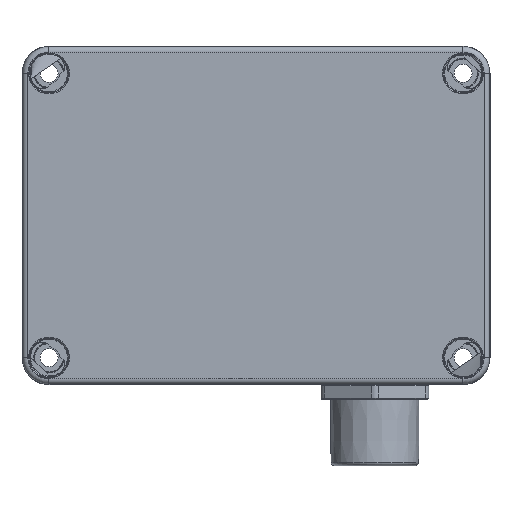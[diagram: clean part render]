
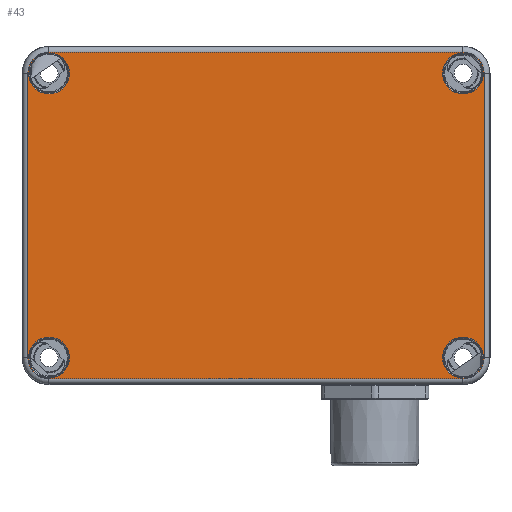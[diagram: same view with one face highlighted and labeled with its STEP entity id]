
A CAD part, front view. The second image highlights one B-rep face of the part: STEP entity #43.
In plain terms, the highlighted face is planar.
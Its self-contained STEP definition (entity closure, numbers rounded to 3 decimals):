
#43 = ADVANCED_FACE('',(#44,#114,#125,#136,#147),#158,.F.);
#44 = FACE_BOUND('',#45,.T.);
#45 = EDGE_LOOP('',(#46,#56,#65,#73,#82,#90,#99,#107));
#46 = ORIENTED_EDGE('',*,*,#47,.T.);
#47 = EDGE_CURVE('',#48,#50,#52,.T.);
#48 = VERTEX_POINT('',#49);
#49 = CARTESIAN_POINT('',(-63.382,18.,-39.5));
#50 = VERTEX_POINT('',#51);
#51 = CARTESIAN_POINT('',(-63.382,18.,39.5));
#52 = LINE('',#53,#54);
#53 = CARTESIAN_POINT('',(-63.382,18.,-39.5));
#54 = VECTOR('',#55,1.);
#55 = DIRECTION('',(0.,0.,1.));
#56 = ORIENTED_EDGE('',*,*,#57,.T.);
#57 = EDGE_CURVE('',#50,#58,#60,.T.);
#58 = VERTEX_POINT('',#59);
#59 = CARTESIAN_POINT('',(-57.5,18.,45.382));
#60 = CIRCLE('',#61,5.882);
#61 = AXIS2_PLACEMENT_3D('',#62,#63,#64);
#62 = CARTESIAN_POINT('',(-57.5,18.,39.5));
#63 = DIRECTION('',(0.,1.,0.));
#64 = DIRECTION('',(-1.,0.,0.));
#65 = ORIENTED_EDGE('',*,*,#66,.T.);
#66 = EDGE_CURVE('',#58,#67,#69,.T.);
#67 = VERTEX_POINT('',#68);
#68 = CARTESIAN_POINT('',(57.5,18.,45.382));
#69 = LINE('',#70,#71);
#70 = CARTESIAN_POINT('',(-57.5,18.,45.382));
#71 = VECTOR('',#72,1.);
#72 = DIRECTION('',(1.,0.,0.));
#73 = ORIENTED_EDGE('',*,*,#74,.T.);
#74 = EDGE_CURVE('',#67,#75,#77,.T.);
#75 = VERTEX_POINT('',#76);
#76 = CARTESIAN_POINT('',(63.382,18.,39.5));
#77 = CIRCLE('',#78,5.882);
#78 = AXIS2_PLACEMENT_3D('',#79,#80,#81);
#79 = CARTESIAN_POINT('',(57.5,18.,39.5));
#80 = DIRECTION('',(0.,1.,0.));
#81 = DIRECTION('',(0.,0.,1.));
#82 = ORIENTED_EDGE('',*,*,#83,.T.);
#83 = EDGE_CURVE('',#75,#84,#86,.T.);
#84 = VERTEX_POINT('',#85);
#85 = CARTESIAN_POINT('',(63.382,18.,-39.5));
#86 = LINE('',#87,#88);
#87 = CARTESIAN_POINT('',(63.382,18.,39.5));
#88 = VECTOR('',#89,1.);
#89 = DIRECTION('',(0.,0.,-1.));
#90 = ORIENTED_EDGE('',*,*,#91,.T.);
#91 = EDGE_CURVE('',#84,#92,#94,.T.);
#92 = VERTEX_POINT('',#93);
#93 = CARTESIAN_POINT('',(57.5,18.,-45.382));
#94 = CIRCLE('',#95,5.882);
#95 = AXIS2_PLACEMENT_3D('',#96,#97,#98);
#96 = CARTESIAN_POINT('',(57.5,18.,-39.5));
#97 = DIRECTION('',(0.,1.,0.));
#98 = DIRECTION('',(1.,-0.,0.));
#99 = ORIENTED_EDGE('',*,*,#100,.T.);
#100 = EDGE_CURVE('',#92,#101,#103,.T.);
#101 = VERTEX_POINT('',#102);
#102 = CARTESIAN_POINT('',(-57.5,18.,-45.382));
#103 = LINE('',#104,#105);
#104 = CARTESIAN_POINT('',(57.5,18.,-45.382));
#105 = VECTOR('',#106,1.);
#106 = DIRECTION('',(-1.,0.,0.));
#107 = ORIENTED_EDGE('',*,*,#108,.T.);
#108 = EDGE_CURVE('',#101,#48,#109,.T.);
#109 = CIRCLE('',#110,5.882);
#110 = AXIS2_PLACEMENT_3D('',#111,#112,#113);
#111 = CARTESIAN_POINT('',(-57.5,18.,-39.5));
#112 = DIRECTION('',(0.,1.,0.));
#113 = DIRECTION('',(0.,0.,-1.));
#114 = FACE_BOUND('',#115,.T.);
#115 = EDGE_LOOP('',(#116));
#116 = ORIENTED_EDGE('',*,*,#117,.T.);
#117 = EDGE_CURVE('',#118,#118,#120,.T.);
#118 = VERTEX_POINT('',#119);
#119 = CARTESIAN_POINT('',(57.5,18.,-33.804));
#120 = CIRCLE('',#121,5.696);
#121 = AXIS2_PLACEMENT_3D('',#122,#123,#124);
#122 = CARTESIAN_POINT('',(57.5,18.,-39.5));
#123 = DIRECTION('',(0.,-1.,0.));
#124 = DIRECTION('',(1.,0.,0.));
#125 = FACE_BOUND('',#126,.T.);
#126 = EDGE_LOOP('',(#127));
#127 = ORIENTED_EDGE('',*,*,#128,.T.);
#128 = EDGE_CURVE('',#129,#129,#131,.T.);
#129 = VERTEX_POINT('',#130);
#130 = CARTESIAN_POINT('',(57.5,18.,33.804));
#131 = CIRCLE('',#132,5.696);
#132 = AXIS2_PLACEMENT_3D('',#133,#134,#135);
#133 = CARTESIAN_POINT('',(57.5,18.,39.5));
#134 = DIRECTION('',(0.,-1.,0.));
#135 = DIRECTION('',(1.,0.,0.));
#136 = FACE_BOUND('',#137,.T.);
#137 = EDGE_LOOP('',(#138));
#138 = ORIENTED_EDGE('',*,*,#139,.T.);
#139 = EDGE_CURVE('',#140,#140,#142,.T.);
#140 = VERTEX_POINT('',#141);
#141 = CARTESIAN_POINT('',(-57.5,18.,45.196));
#142 = CIRCLE('',#143,5.696);
#143 = AXIS2_PLACEMENT_3D('',#144,#145,#146);
#144 = CARTESIAN_POINT('',(-57.5,18.,39.5));
#145 = DIRECTION('',(0.,-1.,0.));
#146 = DIRECTION('',(1.,0.,0.));
#147 = FACE_BOUND('',#148,.T.);
#148 = EDGE_LOOP('',(#149));
#149 = ORIENTED_EDGE('',*,*,#150,.T.);
#150 = EDGE_CURVE('',#151,#151,#153,.T.);
#151 = VERTEX_POINT('',#152);
#152 = CARTESIAN_POINT('',(-57.5,18.,-45.196));
#153 = CIRCLE('',#154,5.696);
#154 = AXIS2_PLACEMENT_3D('',#155,#156,#157);
#155 = CARTESIAN_POINT('',(-57.5,18.,-39.5));
#156 = DIRECTION('',(0.,-1.,0.));
#157 = DIRECTION('',(-1.,0.,0.));
#158 = PLANE('',#159);
#159 = AXIS2_PLACEMENT_3D('',#160,#161,#162);
#160 = CARTESIAN_POINT('',(0.,18.,-45.382));
#161 = DIRECTION('',(0.,-1.,0.));
#162 = DIRECTION('',(0.,0.,-1.));
